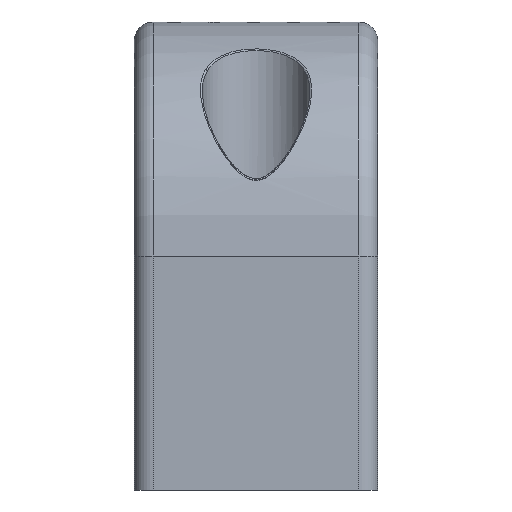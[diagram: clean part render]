
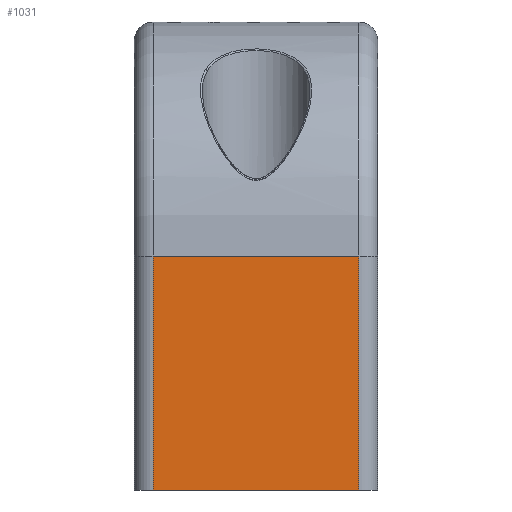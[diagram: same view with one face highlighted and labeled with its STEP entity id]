
A CAD part, front view. The second image highlights one B-rep face of the part: STEP entity #1031.
In plain terms, the highlighted planar face has unit normal (0, -1, 0).
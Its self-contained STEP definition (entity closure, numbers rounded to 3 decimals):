
#168 = VERTEX_POINT ( 'NONE', #6635 ) ;
#212 = CARTESIAN_POINT ( 'NONE',  ( 11., -66.5, -50. ) ) ;
#362 = CARTESIAN_POINT ( 'NONE',  ( 13., -66.5, -50. ) ) ;
#643 = DIRECTION ( 'NONE',  ( 0., 0., 1. ) ) ;
#673 = ORIENTED_EDGE ( 'NONE', *, *, #4765, .F. ) ;
#946 = CARTESIAN_POINT ( 'NONE',  ( 11., -66.5, -25. ) ) ;
#1031 = ADVANCED_FACE ( 'NONE', ( #3131 ), #3159, .F. ) ;
#1301 = CARTESIAN_POINT ( 'NONE',  ( -11., -66.5, -50. ) ) ;
#1454 = VECTOR ( 'NONE', #5482, 1000. ) ;
#1778 = VERTEX_POINT ( 'NONE', #7168 ) ;
#2403 = EDGE_CURVE ( 'NONE', #3918, #3813, #4176, .T. ) ;
#3027 = AXIS2_PLACEMENT_3D ( 'NONE', #4758, #7012, #3716 ) ;
#3131 = FACE_OUTER_BOUND ( 'NONE', #5574, .T. ) ;
#3159 = PLANE ( 'NONE',  #3027 ) ;
#3579 = ORIENTED_EDGE ( 'NONE', *, *, #6969, .T. ) ;
#3650 = LINE ( 'NONE', #7045, #5099 ) ;
#3716 = DIRECTION ( 'NONE',  ( 0., 0., -1. ) ) ;
#3806 = DIRECTION ( 'NONE',  ( -1., 0., 0. ) ) ;
#3813 = VERTEX_POINT ( 'NONE', #1301 ) ;
#3918 = VERTEX_POINT ( 'NONE', #212 ) ;
#4021 = ORIENTED_EDGE ( 'NONE', *, *, #4551, .F. ) ;
#4176 = LINE ( 'NONE', #362, #6938 ) ;
#4292 = DIRECTION ( 'NONE',  ( -1., 0., 0. ) ) ;
#4551 = EDGE_CURVE ( 'NONE', #3813, #168, #6727, .T. ) ;
#4656 = CARTESIAN_POINT ( 'NONE',  ( -11., -66.5, -25. ) ) ;
#4758 = CARTESIAN_POINT ( 'NONE',  ( 13., -66.5, -25. ) ) ;
#4765 = EDGE_CURVE ( 'NONE', #1778, #3918, #5973, .T. ) ;
#4901 = ORIENTED_EDGE ( 'NONE', *, *, #2403, .F. ) ;
#5099 = VECTOR ( 'NONE', #4292, 1000. ) ;
#5482 = DIRECTION ( 'NONE',  ( 0., 0., -1. ) ) ;
#5574 = EDGE_LOOP ( 'NONE', ( #3579, #4021, #4901, #673 ) ) ;
#5973 = LINE ( 'NONE', #946, #1454 ) ;
#6635 = CARTESIAN_POINT ( 'NONE',  ( -11., -66.5, -25. ) ) ;
#6727 = LINE ( 'NONE', #4656, #6896 ) ;
#6896 = VECTOR ( 'NONE', #643, 1000. ) ;
#6938 = VECTOR ( 'NONE', #3806, 1000. ) ;
#6969 = EDGE_CURVE ( 'NONE', #1778, #168, #3650, .T. ) ;
#7012 = DIRECTION ( 'NONE',  ( 0., 1., 0. ) ) ;
#7045 = CARTESIAN_POINT ( 'NONE',  ( 13., -66.5, -25. ) ) ;
#7168 = CARTESIAN_POINT ( 'NONE',  ( 11., -66.5, -25. ) ) ;
